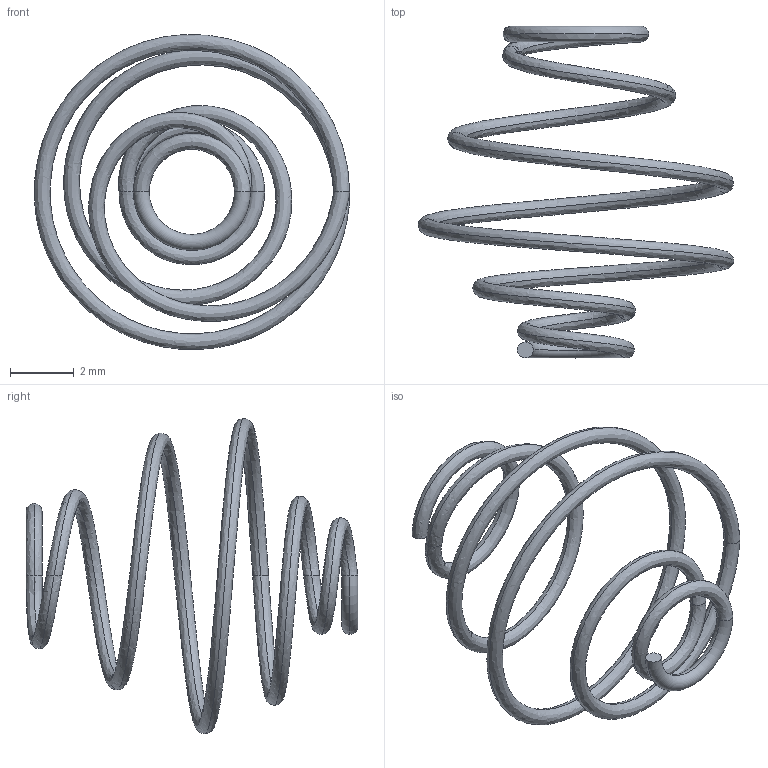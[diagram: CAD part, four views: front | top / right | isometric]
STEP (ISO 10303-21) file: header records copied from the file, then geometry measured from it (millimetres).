
FILE_DESCRIPTION (( 'STEP AP214' ), '1' );
FILE_NAME ('BCAAA.STEP', '2019-12-03T18:57:39', ( '' ), ( '' ), 'SwSTEP 2.0', 'SolidWorks 2017', '' );
FILE_SCHEMA (( 'AUTOMOTIVE_DESIGN' ));
Length unit declared in the file: millimetre
Products named in the file (1): BCAAA
Bounding box: 9.89 x 10.41 x 9.89 mm (x, y, z)
Volume: 21.1 mm3; surface area: 170 mm2
Topology: 1 solids, 1 shells, 14 faces, 28 edges, 16 vertices
Faces by surface type: bspline 10, torus 2, plane 2
Entity records: 2432 total; most frequent: CARTESIAN_POINT 2157, ORIENTED_EDGE 56, DIRECTION 42, EDGE_CURVE 28, AXIS2_PLACEMENT_3D 21, VERTEX_POINT 16, CIRCLE 16, ADVANCED_FACE 14
